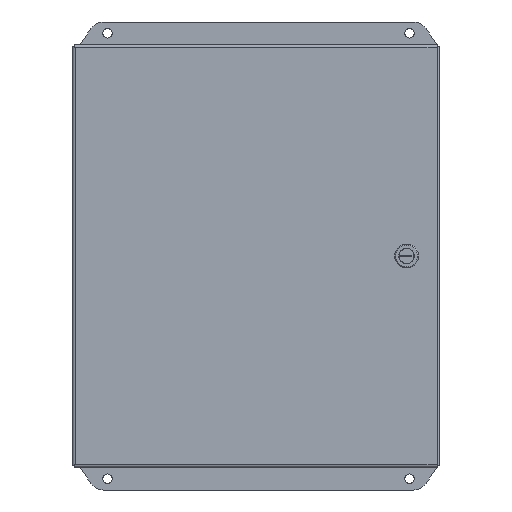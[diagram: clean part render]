
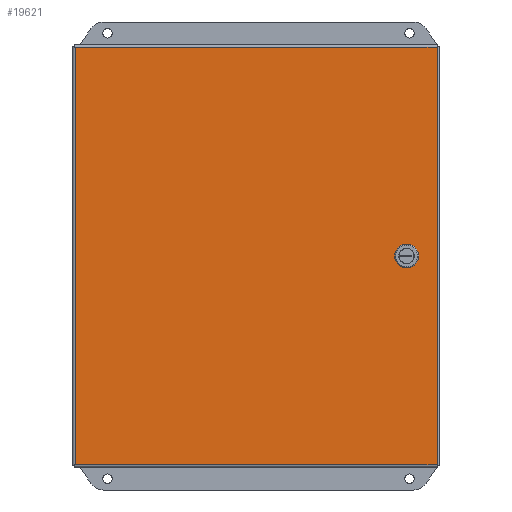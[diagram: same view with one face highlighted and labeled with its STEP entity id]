
A CAD part, front view. The second image highlights one B-rep face of the part: STEP entity #19621.
In plain terms, the highlighted planar face has unit normal (0, -1, 0).
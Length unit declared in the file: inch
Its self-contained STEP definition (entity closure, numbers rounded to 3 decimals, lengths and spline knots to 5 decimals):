
#74 = DIRECTION ( 'NONE',  ( -0.707, 0., -0.707 ) ) ;
#235 = VERTEX_POINT ( 'NONE', #6706 ) ;
#307 = VECTOR ( 'NONE', #6868, 39.37008 ) ;
#459 = DIRECTION ( 'NONE',  ( 0.707, 0., 0.707 ) ) ;
#1529 = CARTESIAN_POINT ( 'NONE',  ( 4.98237, -8.61133, 0.331 ) ) ;
#1794 = DIRECTION ( 'NONE',  ( -1., 0., 0. ) ) ;
#1839 = ORIENTED_EDGE ( 'NONE', *, *, #18317, .F. ) ;
#1880 = CARTESIAN_POINT ( 'NONE',  ( 4.57578, -8.61133, 0.07559 ) ) ;
#2038 = CARTESIAN_POINT ( 'NONE',  ( -6.07322, -8.61133, -6.914 ) ) ;
#2043 = CARTESIAN_POINT ( 'NONE',  ( 5.23778, -8.61133, -0.07559 ) ) ;
#2605 = EDGE_CURVE ( 'NONE', #4924, #4267, #12413, .T. ) ;
#2610 = DIRECTION ( 'NONE',  ( 1., 0., 0. ) ) ;
#2911 = EDGE_CURVE ( 'NONE', #4267, #16197, #14090, .T. ) ;
#2957 = VECTOR ( 'NONE', #12651, 39.37008 ) ;
#3068 = EDGE_LOOP ( 'NONE', ( #11538, #15322, #21639, #19073 ) ) ;
#3144 = CARTESIAN_POINT ( 'NONE',  ( 4.83119, -8.61133, -0.331 ) ) ;
#3542 = CARTESIAN_POINT ( 'NONE',  ( 4.98237, -8.61133, 0.331 ) ) ;
#3807 = VECTOR ( 'NONE', #1794, 39.37008 ) ;
#4235 = VERTEX_POINT ( 'NONE', #17821 ) ;
#4267 = VERTEX_POINT ( 'NONE', #11363 ) ;
#4660 = EDGE_CURVE ( 'NONE', #21258, #7485, #14295, .T. ) ;
#4767 = ORIENTED_EDGE ( 'NONE', *, *, #10840, .F. ) ;
#4915 = VERTEX_POINT ( 'NONE', #15644 ) ;
#4924 = VERTEX_POINT ( 'NONE', #3542 ) ;
#4969 = LINE ( 'NONE', #6778, #19000 ) ;
#5703 = EDGE_CURVE ( 'NONE', #12608, #21258, #12598, .T. ) ;
#6124 = LINE ( 'NONE', #16298, #14551 ) ;
#6239 = EDGE_CURVE ( 'NONE', #17211, #4235, #6124, .T. ) ;
#6547 = DIRECTION ( 'NONE',  ( 0., 0., 1. ) ) ;
#6706 = CARTESIAN_POINT ( 'NONE',  ( 4.57578, -8.61133, -0.07559 ) ) ;
#6778 = CARTESIAN_POINT ( 'NONE',  ( 4.57578, -8.61133, -0.07559 ) ) ;
#6868 = DIRECTION ( 'NONE',  ( 1., 0., 0. ) ) ;
#6992 = VECTOR ( 'NONE', #16444, 39.37008 ) ;
#6999 = CARTESIAN_POINT ( 'NONE',  ( 4.83119, -8.61133, 0.331 ) ) ;
#7180 = LINE ( 'NONE', #19188, #13750 ) ;
#7451 = EDGE_CURVE ( 'NONE', #235, #17211, #17869, .T. ) ;
#7485 = VERTEX_POINT ( 'NONE', #2038 ) ;
#8489 = VERTEX_POINT ( 'NONE', #19096 ) ;
#8559 = CARTESIAN_POINT ( 'NONE',  ( 4.57578, -8.61133, 0.07559 ) ) ;
#8625 = DIRECTION ( 'NONE',  ( 0., 0., 1. ) ) ;
#8938 = LINE ( 'NONE', #2043, #11466 ) ;
#10123 = DIRECTION ( 'NONE',  ( 0., 0., -1. ) ) ;
#10265 = LINE ( 'NONE', #20571, #307 ) ;
#10483 = CARTESIAN_POINT ( 'NONE',  ( 5.91278, -8.61133, 6.914 ) ) ;
#10840 = EDGE_CURVE ( 'NONE', #21581, #4924, #16924, .T. ) ;
#11155 = EDGE_CURVE ( 'NONE', #16197, #235, #4969, .T. ) ;
#11362 = EDGE_LOOP ( 'NONE', ( #12829, #11540, #16071, #15343, #19871, #4767, #20720, #1839 ) ) ;
#11363 = CARTESIAN_POINT ( 'NONE',  ( 4.83119, -8.61133, 0.331 ) ) ;
#11456 = DIRECTION ( 'NONE',  ( 0., 0., -1. ) ) ;
#11466 = VECTOR ( 'NONE', #459, 39.37008 ) ;
#11538 = ORIENTED_EDGE ( 'NONE', *, *, #20998, .T. ) ;
#11540 = ORIENTED_EDGE ( 'NONE', *, *, #7451, .F. ) ;
#12413 = LINE ( 'NONE', #6999, #3807 ) ;
#12598 = LINE ( 'NONE', #19514, #6992 ) ;
#12608 = VERTEX_POINT ( 'NONE', #10483 ) ;
#12651 = DIRECTION ( 'NONE',  ( 0.707, 0., -0.707 ) ) ;
#12829 = ORIENTED_EDGE ( 'NONE', *, *, #6239, .F. ) ;
#13511 = FACE_BOUND ( 'NONE', #11362, .T. ) ;
#13556 = VECTOR ( 'NONE', #22146, 39.37008 ) ;
#13624 = DIRECTION ( 'NONE',  ( 0., -1., 0. ) ) ;
#13750 = VECTOR ( 'NONE', #6547, 39.37008 ) ;
#13815 = VECTOR ( 'NONE', #11456, 39.37008 ) ;
#13935 = CARTESIAN_POINT ( 'NONE',  ( 5.91278, -8.61133, -6.914 ) ) ;
#14044 = AXIS2_PLACEMENT_3D ( 'NONE', #15660, #13624, #10123 ) ;
#14090 = LINE ( 'NONE', #8559, #20687 ) ;
#14295 = LINE ( 'NONE', #21895, #13815 ) ;
#14551 = VECTOR ( 'NONE', #2610, 39.37008 ) ;
#15213 = FACE_OUTER_BOUND ( 'NONE', #3068, .T. ) ;
#15322 = ORIENTED_EDGE ( 'NONE', *, *, #5703, .T. ) ;
#15343 = ORIENTED_EDGE ( 'NONE', *, *, #2911, .F. ) ;
#15644 = CARTESIAN_POINT ( 'NONE',  ( 5.23778, -8.61133, -0.07559 ) ) ;
#15660 = CARTESIAN_POINT ( 'NONE',  ( -6.07322, -8.61133, -6.914 ) ) ;
#15709 = DIRECTION ( 'NONE',  ( 0., 0., -1. ) ) ;
#15843 = CARTESIAN_POINT ( 'NONE',  ( 4.83119, -8.61133, -0.331 ) ) ;
#16071 = ORIENTED_EDGE ( 'NONE', *, *, #11155, .F. ) ;
#16197 = VERTEX_POINT ( 'NONE', #1880 ) ;
#16298 = CARTESIAN_POINT ( 'NONE',  ( 4.98237, -8.61133, -0.331 ) ) ;
#16444 = DIRECTION ( 'NONE',  ( -1., 0., 0. ) ) ;
#16613 = VECTOR ( 'NONE', #8625, 39.37008 ) ;
#16924 = LINE ( 'NONE', #1529, #13556 ) ;
#17211 = VERTEX_POINT ( 'NONE', #3144 ) ;
#17451 = LINE ( 'NONE', #13935, #16613 ) ;
#17821 = CARTESIAN_POINT ( 'NONE',  ( 4.98237, -8.61133, -0.331 ) ) ;
#17869 = LINE ( 'NONE', #15843, #2957 ) ;
#18317 = EDGE_CURVE ( 'NONE', #4235, #4915, #8938, .T. ) ;
#18955 = PLANE ( 'NONE',  #14044 ) ;
#19000 = VECTOR ( 'NONE', #15709, 39.37008 ) ;
#19073 = ORIENTED_EDGE ( 'NONE', *, *, #19232, .T. ) ;
#19096 = CARTESIAN_POINT ( 'NONE',  ( 5.91278, -8.61133, -6.914 ) ) ;
#19188 = CARTESIAN_POINT ( 'NONE',  ( 5.23778, -8.61133, 0.07559 ) ) ;
#19232 = EDGE_CURVE ( 'NONE', #7485, #8489, #10265, .T. ) ;
#19514 = CARTESIAN_POINT ( 'NONE',  ( -6.07322, -8.61133, 6.914 ) ) ;
#19621 = ADVANCED_FACE ( 'NONE', ( #13511, #15213 ), #18955, .T. ) ;
#19871 = ORIENTED_EDGE ( 'NONE', *, *, #2605, .F. ) ;
#20267 = CARTESIAN_POINT ( 'NONE',  ( -6.07322, -8.61133, 6.914 ) ) ;
#20571 = CARTESIAN_POINT ( 'NONE',  ( -6.07322, -8.61133, -6.914 ) ) ;
#20687 = VECTOR ( 'NONE', #74, 39.37008 ) ;
#20720 = ORIENTED_EDGE ( 'NONE', *, *, #21725, .F. ) ;
#20998 = EDGE_CURVE ( 'NONE', #8489, #12608, #17451, .T. ) ;
#21258 = VERTEX_POINT ( 'NONE', #20267 ) ;
#21581 = VERTEX_POINT ( 'NONE', #21710 ) ;
#21639 = ORIENTED_EDGE ( 'NONE', *, *, #4660, .T. ) ;
#21710 = CARTESIAN_POINT ( 'NONE',  ( 5.23778, -8.61133, 0.07559 ) ) ;
#21725 = EDGE_CURVE ( 'NONE', #4915, #21581, #7180, .T. ) ;
#21895 = CARTESIAN_POINT ( 'NONE',  ( -6.07322, -8.61133, -6.914 ) ) ;
#22146 = DIRECTION ( 'NONE',  ( -0.707, 0., 0.707 ) ) ;
